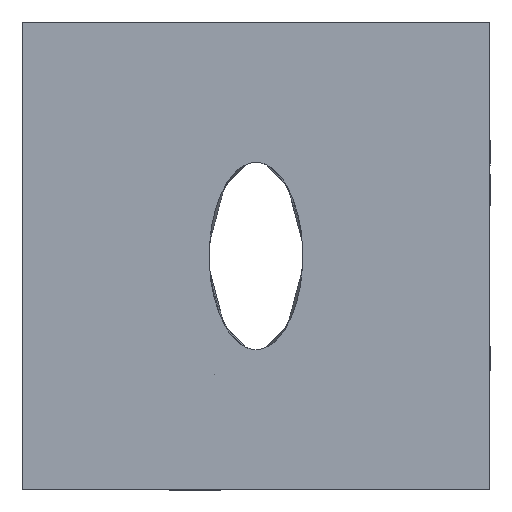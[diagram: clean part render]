
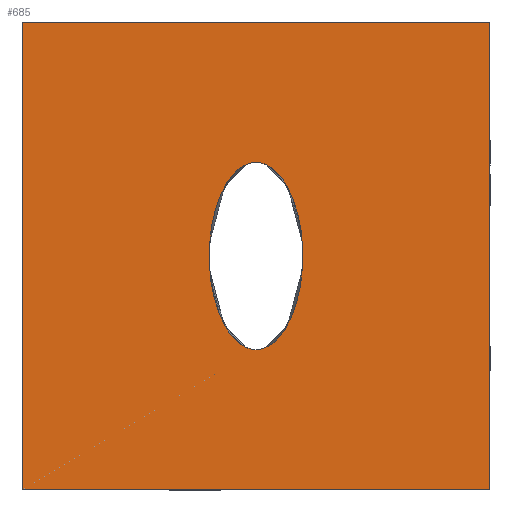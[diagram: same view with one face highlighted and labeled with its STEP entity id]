
A CAD part, left-side view. The second image highlights one B-rep face of the part: STEP entity #685.
In plain terms, the highlighted planar face has unit normal (-1, 0, 0).
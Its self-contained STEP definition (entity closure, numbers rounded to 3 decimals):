
#32 = LINE ( 'NONE', #333, #1042 ) ;
#60 = ORIENTED_EDGE ( 'NONE', *, *, #955, .F. ) ;
#61 = CARTESIAN_POINT ( 'NONE',  ( -50., -20., -20. ) ) ;
#64 = VERTEX_POINT ( 'NONE', #486 ) ;
#159 = VERTEX_POINT ( 'NONE', #789 ) ;
#181 = EDGE_CURVE ( 'NONE', #1011, #64, #974, .T. ) ;
#209 = CARTESIAN_POINT ( 'NONE',  ( -50., 50., -50. ) ) ;
#213 =( BOUNDED_CURVE ( )  B_SPLINE_CURVE ( 3, ( #938, #589, #61, #675 ),
 .UNSPECIFIED., .F., .F. ) 
 B_SPLINE_CURVE_WITH_KNOTS ( ( 4, 4 ),
 ( 0., 3.142 ),
 .UNSPECIFIED. ) 
 CURVE ( )  GEOMETRIC_REPRESENTATION_ITEM ( )  RATIONAL_B_SPLINE_CURVE ( ( 1., 0.333, 0.333, 1. ) ) 
 REPRESENTATION_ITEM ( '' )  );
#246 = CARTESIAN_POINT ( 'NONE',  ( -50., 191.421, 50. ) ) ;
#291 = FACE_OUTER_BOUND ( 'NONE', #785, .T. ) ;
#299 = FACE_BOUND ( 'NONE', #399, .T. ) ;
#304 = CARTESIAN_POINT ( 'NONE',  ( -50., 191.421, -50. ) ) ;
#333 = CARTESIAN_POINT ( 'NONE',  ( -50., -50., -50. ) ) ;
#372 = CARTESIAN_POINT ( 'NONE',  ( -50., 0., -20. ) ) ;
#395 = DIRECTION ( 'NONE',  ( 0., -1., 0. ) ) ;
#399 = EDGE_LOOP ( 'NONE', ( #877, #431 ) ) ;
#419 = VECTOR ( 'NONE', #1121, 1000. ) ;
#421 = DIRECTION ( 'NONE',  ( 0., 0., -1. ) ) ;
#431 = ORIENTED_EDGE ( 'NONE', *, *, #181, .T. ) ;
#451 = DIRECTION ( 'NONE',  ( 1., 0., 0. ) ) ;
#486 = CARTESIAN_POINT ( 'NONE',  ( -50., 0., 20. ) ) ;
#521 = CARTESIAN_POINT ( 'NONE',  ( -50., 50., 50. ) ) ;
#546 = CARTESIAN_POINT ( 'NONE',  ( -50., 0., 20. ) ) ;
#589 = CARTESIAN_POINT ( 'NONE',  ( -50., -20., 20. ) ) ;
#621 = LINE ( 'NONE', #304, #814 ) ;
#649 = ORIENTED_EDGE ( 'NONE', *, *, #769, .F. ) ;
#675 = CARTESIAN_POINT ( 'NONE',  ( -50., 0., -20. ) ) ;
#677 = ORIENTED_EDGE ( 'NONE', *, *, #986, .F. ) ;
#685 = ADVANCED_FACE ( 'NONE', ( #299, #291 ), #880, .F. ) ;
#729 = DIRECTION ( 'NONE',  ( 0., 0., 1. ) ) ;
#743 = ORIENTED_EDGE ( 'NONE', *, *, #1094, .T. ) ;
#769 = EDGE_CURVE ( 'NONE', #1072, #159, #32, .T. ) ;
#785 = EDGE_LOOP ( 'NONE', ( #677, #743, #649, #60 ) ) ;
#789 = CARTESIAN_POINT ( 'NONE',  ( -50., -50., -50. ) ) ;
#804 = EDGE_CURVE ( 'NONE', #64, #1011, #213, .T. ) ;
#814 = VECTOR ( 'NONE', #395, 1000. ) ;
#850 = CARTESIAN_POINT ( 'NONE',  ( -50., -50., 50. ) ) ;
#859 = CARTESIAN_POINT ( 'NONE',  ( -50., 50., -50. ) ) ;
#877 = ORIENTED_EDGE ( 'NONE', *, *, #804, .T. ) ;
#880 = PLANE ( 'NONE',  #1076 ) ;
#881 = LINE ( 'NONE', #246, #419 ) ;
#887 = CARTESIAN_POINT ( 'NONE',  ( -50., 20., -20. ) ) ;
#903 = LINE ( 'NONE', #209, #1075 ) ;
#938 = CARTESIAN_POINT ( 'NONE',  ( -50., 0., 20. ) ) ;
#945 = VERTEX_POINT ( 'NONE', #859 ) ;
#955 = EDGE_CURVE ( 'NONE', #957, #1072, #881, .T. ) ;
#957 = VERTEX_POINT ( 'NONE', #521 ) ;
#974 =( BOUNDED_CURVE ( )  B_SPLINE_CURVE ( 3, ( #372, #887, #1059, #546 ),
 .UNSPECIFIED., .F., .F. ) 
 B_SPLINE_CURVE_WITH_KNOTS ( ( 4, 4 ),
 ( 3.142, 6.283 ),
 .UNSPECIFIED. ) 
 CURVE ( )  GEOMETRIC_REPRESENTATION_ITEM ( )  RATIONAL_B_SPLINE_CURVE ( ( 1., 0.333, 0.333, 1. ) ) 
 REPRESENTATION_ITEM ( '' )  );
#986 = EDGE_CURVE ( 'NONE', #945, #957, #903, .T. ) ;
#1002 = CARTESIAN_POINT ( 'NONE',  ( -50., 0., -20. ) ) ;
#1011 = VERTEX_POINT ( 'NONE', #1002 ) ;
#1042 = VECTOR ( 'NONE', #421, 1000. ) ;
#1054 = DIRECTION ( 'NONE',  ( 0., 0., -1. ) ) ;
#1059 = CARTESIAN_POINT ( 'NONE',  ( -50., 20., 20. ) ) ;
#1072 = VERTEX_POINT ( 'NONE', #850 ) ;
#1075 = VECTOR ( 'NONE', #729, 1000. ) ;
#1076 = AXIS2_PLACEMENT_3D ( 'NONE', #1131, #451, #1054 ) ;
#1094 = EDGE_CURVE ( 'NONE', #945, #159, #621, .T. ) ;
#1121 = DIRECTION ( 'NONE',  ( 0., -1., 0. ) ) ;
#1131 = CARTESIAN_POINT ( 'NONE',  ( -50., 191.421, -50. ) ) ;
